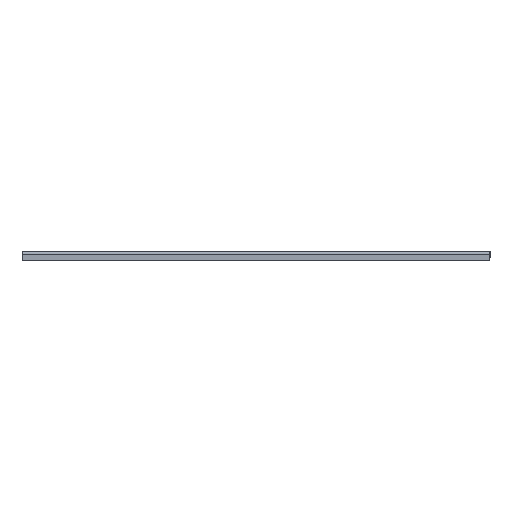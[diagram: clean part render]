
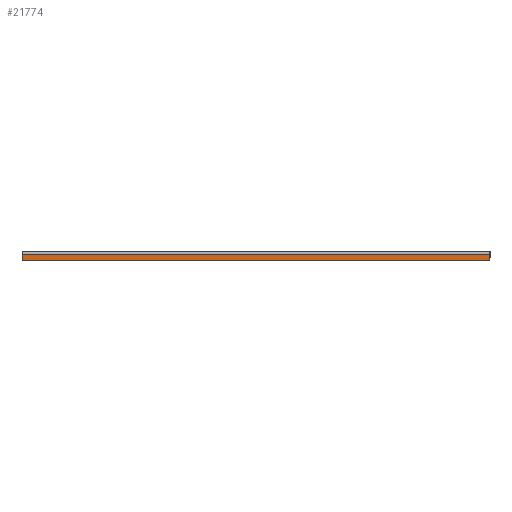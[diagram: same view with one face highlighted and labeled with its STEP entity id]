
A CAD part, front view. The second image highlights one B-rep face of the part: STEP entity #21774.
In plain terms, the highlighted planar face has unit normal (0, -1, 0).
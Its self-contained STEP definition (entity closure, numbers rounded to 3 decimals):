
#1647 = VECTOR ( 'NONE', #13883, 1000. ) ;
#2238 = LINE ( 'NONE', #6067, #17055 ) ;
#5030 = VERTEX_POINT ( 'NONE', #11248 ) ;
#5123 = AXIS2_PLACEMENT_3D ( 'NONE', #15776, #25206, #20004 ) ;
#5490 = DIRECTION ( 'NONE',  ( 0., 0., 1. ) ) ;
#6067 = CARTESIAN_POINT ( 'NONE',  ( 404.8, -118.24, -8.04 ) ) ;
#6811 = VERTEX_POINT ( 'NONE', #26579 ) ;
#8380 = VECTOR ( 'NONE', #17103, 1000. ) ;
#8795 = VECTOR ( 'NONE', #5490, 1000. ) ;
#8811 = EDGE_LOOP ( 'NONE', ( #15899, #13494, #13556, #24299 ) ) ;
#9797 = PLANE ( 'NONE',  #5123 ) ;
#10785 = EDGE_CURVE ( 'NONE', #20499, #5030, #16946, .T. ) ;
#11248 = CARTESIAN_POINT ( 'NONE',  ( 404.8, -118.24, -2.237 ) ) ;
#12447 = EDGE_CURVE ( 'NONE', #6811, #19579, #2238, .T. ) ;
#13218 = CARTESIAN_POINT ( 'NONE',  ( 404.8, -118.24, -8.04 ) ) ;
#13494 = ORIENTED_EDGE ( 'NONE', *, *, #25435, .T. ) ;
#13556 = ORIENTED_EDGE ( 'NONE', *, *, #12447, .T. ) ;
#13883 = DIRECTION ( 'NONE',  ( 1., 0., 0. ) ) ;
#14303 = CARTESIAN_POINT ( 'NONE',  ( 0., -118.24, -2.237 ) ) ;
#15776 = CARTESIAN_POINT ( 'NONE',  ( 0., -118.24, 115.16 ) ) ;
#15899 = ORIENTED_EDGE ( 'NONE', *, *, #10785, .F. ) ;
#16585 = FACE_OUTER_BOUND ( 'NONE', #8811, .T. ) ;
#16946 = LINE ( 'NONE', #14303, #1647 ) ;
#17055 = VECTOR ( 'NONE', #19205, 1000. ) ;
#17103 = DIRECTION ( 'NONE',  ( 0., 0., -1. ) ) ;
#18198 = CARTESIAN_POINT ( 'NONE',  ( 404.8, -118.24, 9.61 ) ) ;
#19205 = DIRECTION ( 'NONE',  ( 1., 0., 0. ) ) ;
#19579 = VERTEX_POINT ( 'NONE', #13218 ) ;
#20004 = DIRECTION ( 'NONE',  ( -1., 0., 0. ) ) ;
#20457 = LINE ( 'NONE', #18198, #8795 ) ;
#20499 = VERTEX_POINT ( 'NONE', #22610 ) ;
#21774 = ADVANCED_FACE ( 'NONE', ( #16585 ), #9797, .F. ) ;
#22565 = EDGE_CURVE ( 'NONE', #19579, #5030, #20457, .T. ) ;
#22610 = CARTESIAN_POINT ( 'NONE',  ( -13.875, -118.24, -2.237 ) ) ;
#24299 = ORIENTED_EDGE ( 'NONE', *, *, #22565, .T. ) ;
#25206 = DIRECTION ( 'NONE',  ( 0., 1., 0. ) ) ;
#25301 = CARTESIAN_POINT ( 'NONE',  ( -13.875, -118.24, -8.04 ) ) ;
#25435 = EDGE_CURVE ( 'NONE', #20499, #6811, #25588, .T. ) ;
#25588 = LINE ( 'NONE', #25301, #8380 ) ;
#26579 = CARTESIAN_POINT ( 'NONE',  ( -13.875, -118.24, -8.04 ) ) ;
